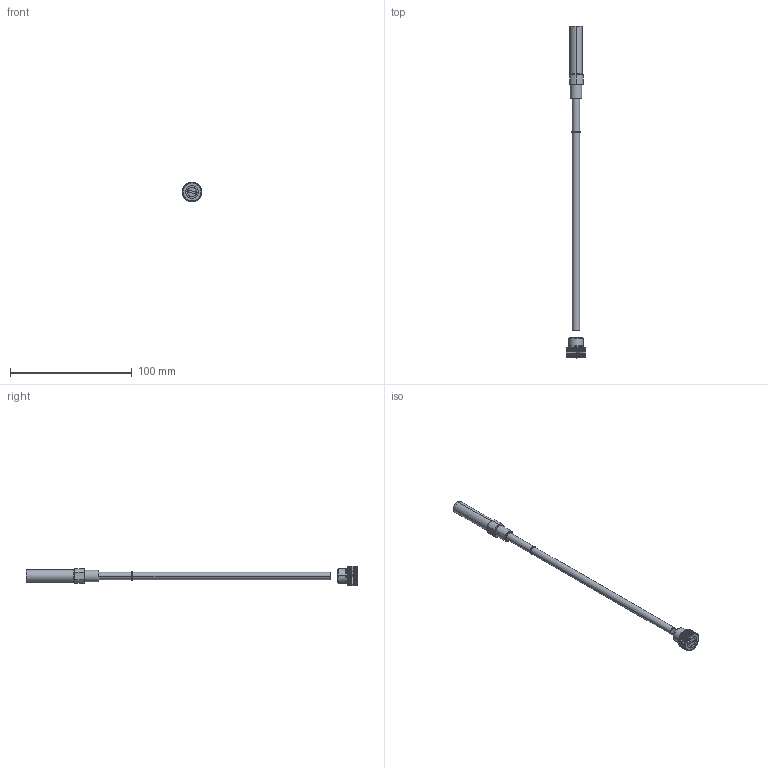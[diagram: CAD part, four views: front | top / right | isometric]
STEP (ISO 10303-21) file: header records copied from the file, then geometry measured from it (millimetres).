
FILE_DESCRIPTION (( 'STEP AP214' ), '1' );
FILE_NAME ('PS062250.STEP', '2020-11-13T08:40:15', ( '' ), ( '' ), 'SwSTEP 2.0', 'SolidWorks 2019', '' );
FILE_SCHEMA (( 'AUTOMOTIVE_DESIGN' ));
Length unit declared in the file: millimetre
Products named in the file (9): 9TG060918; 9PS104006; 8VP060220; PS062250; 8PS104806; 9TP061216_M; 3JT4X1X16; 9PS062000; 9VP060220
Assembly tree (8 placements, depth 3):
  PS062250
    9VP060220
      8VP060220
      3JT4X1X16
    9TP061216_M
    9PS062000
      8PS104806
      9PS104006
      9TG060918
Bounding box: 16 x 272.5 x 15.99 mm (x, y, z)
Volume: 12125.7 mm3; surface area: 11214.6 mm2
Topology: 8 solids, 8 shells, 509 faces, 1410 edges, 924 vertices
Faces by surface type: plane 190, cone 153, cylinder 129, torus 25, bspline 12
Entity records: 17404 total; most frequent: CARTESIAN_POINT 4092, ORIENTED_EDGE 2820, DIRECTION 2554, EDGE_CURVE 1410, AXIS2_PLACEMENT_3D 956, VERTEX_POINT 924, LINE 642, VECTOR 642
